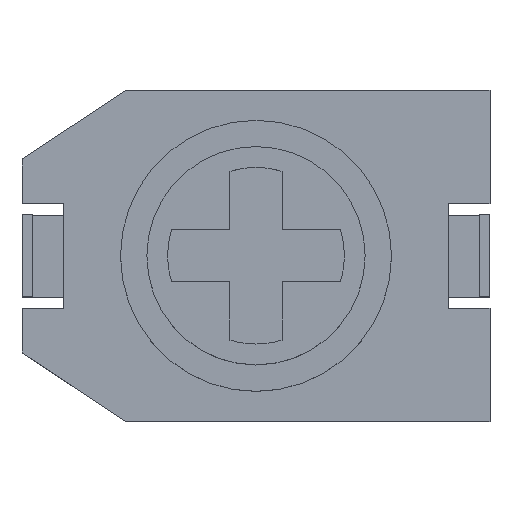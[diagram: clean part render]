
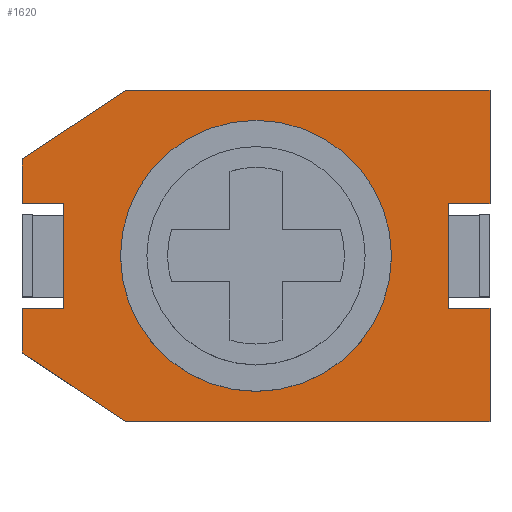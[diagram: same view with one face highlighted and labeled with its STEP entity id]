
A CAD part, top view. The second image highlights one B-rep face of the part: STEP entity #1620.
In plain terms, the highlighted planar face has unit normal (0, 0, 1).
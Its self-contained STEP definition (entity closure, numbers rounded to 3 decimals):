
#1278=CARTESIAN_POINT('',(-2.245,0.5,0.6));
#1279=VERTEX_POINT('',#1278);
#1280=CARTESIAN_POINT('',(-2.245,0.931,0.6));
#1281=VERTEX_POINT('',#1280);
#1282=CARTESIAN_POINT('',(-2.245,0.5,0.6));
#1283=DIRECTION('',(0.0,1.0,0.0));
#1284=VECTOR('',#1283,0.431);
#1285=LINE('',#1282,#1284);
#1286=EDGE_CURVE('',#1279,#1281,#1285,.T.);
#1493=CARTESIAN_POINT('',(-1.255,1.588,0.6));
#1494=VERTEX_POINT('',#1493);
#1495=CARTESIAN_POINT('',(2.245,1.588,0.6));
#1496=VERTEX_POINT('',#1495);
#1497=CARTESIAN_POINT('',(-1.255,1.588,0.6));
#1498=DIRECTION('',(1.0,0.0,0.0));
#1499=VECTOR('',#1498,3.5);
#1500=LINE('',#1497,#1499);
#1501=EDGE_CURVE('',#1494,#1496,#1500,.T.);
#1519=CARTESIAN_POINT('',(0.228,0.,0.6));
#1520=DIRECTION('',(0.0,0.0,1.0));
#1521=DIRECTION('',(1.0,0.0,0.0));
#1522=AXIS2_PLACEMENT_3D('',#1519,#1520,#1521);
#1523=PLANE('',#1522);
#1524=CARTESIAN_POINT('',(2.245,0.5,0.6));
#1525=VERTEX_POINT('',#1524);
#1526=CARTESIAN_POINT('',(2.245,1.588,0.6));
#1527=DIRECTION('',(0.0,-1.0,0.0));
#1528=VECTOR('',#1527,1.088);
#1529=LINE('',#1526,#1528);
#1530=EDGE_CURVE('',#1496,#1525,#1529,.T.);
#1531=ORIENTED_EDGE('',*,*,#1530,.F.);
#1532=ORIENTED_EDGE('',*,*,#1501,.F.);
#1533=CARTESIAN_POINT('',(-2.245,0.931,0.6));
#1534=DIRECTION('',(0.834,0.552,0.0));
#1535=VECTOR('',#1534,1.188);
#1536=LINE('',#1533,#1535);
#1537=EDGE_CURVE('',#1281,#1494,#1536,.T.);
#1538=ORIENTED_EDGE('',*,*,#1537,.F.);
#1539=ORIENTED_EDGE('',*,*,#1286,.F.);
#1540=CARTESIAN_POINT('',(-1.845,0.5,0.6));
#1541=VERTEX_POINT('',#1540);
#1542=CARTESIAN_POINT('',(-1.845,0.5,0.6));
#1543=DIRECTION('',(-1.0,0.0,0.0));
#1544=VECTOR('',#1543,0.4);
#1545=LINE('',#1542,#1544);
#1546=EDGE_CURVE('',#1541,#1279,#1545,.T.);
#1547=ORIENTED_EDGE('',*,*,#1546,.F.);
#1548=CARTESIAN_POINT('',(-1.845,-0.5,0.6));
#1549=VERTEX_POINT('',#1548);
#1550=CARTESIAN_POINT('',(-1.845,-0.5,0.6));
#1551=DIRECTION('',(0.0,1.0,0.0));
#1552=VECTOR('',#1551,1.0);
#1553=LINE('',#1550,#1552);
#1554=EDGE_CURVE('',#1549,#1541,#1553,.T.);
#1555=ORIENTED_EDGE('',*,*,#1554,.F.);
#1556=CARTESIAN_POINT('',(-2.245,-0.5,0.6));
#1557=VERTEX_POINT('',#1556);
#1558=CARTESIAN_POINT('',(-2.245,-0.5,0.6));
#1559=DIRECTION('',(1.0,0.0,0.0));
#1560=VECTOR('',#1559,0.4);
#1561=LINE('',#1558,#1560);
#1562=EDGE_CURVE('',#1557,#1549,#1561,.T.);
#1563=ORIENTED_EDGE('',*,*,#1562,.F.);
#1564=CARTESIAN_POINT('',(-2.245,-0.931,0.6));
#1565=VERTEX_POINT('',#1564);
#1566=CARTESIAN_POINT('',(-2.245,-0.931,0.6));
#1567=DIRECTION('',(0.0,1.0,0.0));
#1568=VECTOR('',#1567,0.431);
#1569=LINE('',#1566,#1568);
#1570=EDGE_CURVE('',#1565,#1557,#1569,.T.);
#1571=ORIENTED_EDGE('',*,*,#1570,.F.);
#1572=CARTESIAN_POINT('',(-1.255,-1.588,0.6));
#1573=VERTEX_POINT('',#1572);
#1574=CARTESIAN_POINT('',(-1.255,-1.588,0.6));
#1575=DIRECTION('',(-0.834,0.552,0.0));
#1576=VECTOR('',#1575,1.188);
#1577=LINE('',#1574,#1576);
#1578=EDGE_CURVE('',#1573,#1565,#1577,.T.);
#1579=ORIENTED_EDGE('',*,*,#1578,.F.);
#1580=CARTESIAN_POINT('',(2.245,-1.588,0.6));
#1581=VERTEX_POINT('',#1580);
#1582=CARTESIAN_POINT('',(2.245,-1.588,0.6));
#1583=DIRECTION('',(-1.0,0.0,0.0));
#1584=VECTOR('',#1583,3.5);
#1585=LINE('',#1582,#1584);
#1586=EDGE_CURVE('',#1581,#1573,#1585,.T.);
#1587=ORIENTED_EDGE('',*,*,#1586,.F.);
#1588=CARTESIAN_POINT('',(2.245,-0.5,0.6));
#1589=VERTEX_POINT('',#1588);
#1590=CARTESIAN_POINT('',(2.245,-0.5,0.6));
#1591=DIRECTION('',(0.0,-1.0,0.0));
#1592=VECTOR('',#1591,1.088);
#1593=LINE('',#1590,#1592);
#1594=EDGE_CURVE('',#1589,#1581,#1593,.T.);
#1595=ORIENTED_EDGE('',*,*,#1594,.F.);
#1596=CARTESIAN_POINT('',(1.845,-0.5,0.6));
#1597=VERTEX_POINT('',#1596);
#1598=CARTESIAN_POINT('',(1.845,-0.5,0.6));
#1599=DIRECTION('',(1.0,0.0,0.0));
#1600=VECTOR('',#1599,0.4);
#1601=LINE('',#1598,#1600);
#1602=EDGE_CURVE('',#1597,#1589,#1601,.T.);
#1603=ORIENTED_EDGE('',*,*,#1602,.F.);
#1604=CARTESIAN_POINT('',(1.845,0.5,0.6));
#1605=VERTEX_POINT('',#1604);
#1606=CARTESIAN_POINT('',(1.845,0.5,0.6));
#1607=DIRECTION('',(0.0,-1.0,0.0));
#1608=VECTOR('',#1607,1.0);
#1609=LINE('',#1606,#1608);
#1610=EDGE_CURVE('',#1605,#1597,#1609,.T.);
#1611=ORIENTED_EDGE('',*,*,#1610,.F.);
#1612=CARTESIAN_POINT('',(2.245,0.5,0.6));
#1613=DIRECTION('',(-1.0,0.0,0.0));
#1614=VECTOR('',#1613,0.4);
#1615=LINE('',#1612,#1614);
#1616=EDGE_CURVE('',#1525,#1605,#1615,.T.);
#1617=ORIENTED_EDGE('',*,*,#1616,.F.);
#1618=EDGE_LOOP('',(#1531,#1532,#1538,#1539,#1547,#1555,#1563,#1571,#1579,#1587,#1595,#1603,#1611,#1617));
#1619=FACE_OUTER_BOUND('',#1618,.T.);
#1620=ADVANCED_FACE('',(#1619),#1523,.T.);
